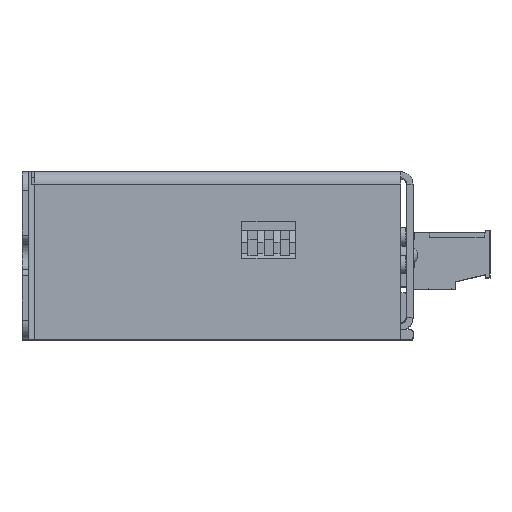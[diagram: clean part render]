
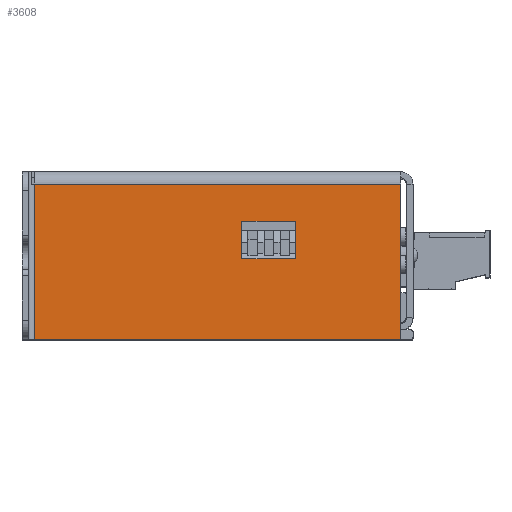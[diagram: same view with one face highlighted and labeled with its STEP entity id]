
A CAD part, top view. The second image highlights one B-rep face of the part: STEP entity #3608.
In plain terms, the highlighted face is planar.
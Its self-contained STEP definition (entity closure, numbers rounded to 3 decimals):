
#3608 = ADVANCED_FACE( '', ( #8081, #8082 ), #8083, .T. );
#8081 = FACE_BOUND( '', #13551, .T. );
#8082 = FACE_OUTER_BOUND( '', #13552, .T. );
#8083 = PLANE( '', #13553 );
#13551 = EDGE_LOOP( '', ( #23397, #23398, #23399, #23400 ) );
#13552 = EDGE_LOOP( '', ( #23401, #23402, #23403, #23404 ) );
#13553 = AXIS2_PLACEMENT_3D( '', #23405, #23406, #23407 );
#23397 = ORIENTED_EDGE( '', *, *, #34713, .T. );
#23398 = ORIENTED_EDGE( '', *, *, #34714, .T. );
#23399 = ORIENTED_EDGE( '', *, *, #34715, .T. );
#23400 = ORIENTED_EDGE( '', *, *, #34716, .T. );
#23401 = ORIENTED_EDGE( '', *, *, #34717, .T. );
#23402 = ORIENTED_EDGE( '', *, *, #33305, .T. );
#23403 = ORIENTED_EDGE( '', *, *, #34718, .T. );
#23404 = ORIENTED_EDGE( '', *, *, #34493, .F. );
#23405 = CARTESIAN_POINT( '', ( 0., 26.153, -26. ) );
#23406 = DIRECTION( '', ( -1., 0., 0. ) );
#23407 = DIRECTION( '', ( 0., 0., 1. ) );
#33305 = EDGE_CURVE( '', #40569, #40567, #40570, .T. );
#34493 = EDGE_CURVE( '', #39233, #42356, #42357, .T. );
#34713 = EDGE_CURVE( '', #42660, #42661, #42662, .T. );
#34714 = EDGE_CURVE( '', #42661, #42663, #42664, .T. );
#34715 = EDGE_CURVE( '', #42663, #42665, #42666, .T. );
#34716 = EDGE_CURVE( '', #42665, #42660, #42667, .T. );
#34717 = EDGE_CURVE( '', #39233, #40569, #42668, .T. );
#34718 = EDGE_CURVE( '', #40567, #42356, #42669, .T. );
#39233 = VERTEX_POINT( '', #48566 );
#40567 = VERTEX_POINT( '', #50572 );
#40569 = VERTEX_POINT( '', #50575 );
#40570 = LINE( '', #50576, #50577 );
#42356 = VERTEX_POINT( '', #53188 );
#42357 = LINE( '', #53189, #53190 );
#42660 = VERTEX_POINT( '', #53621 );
#42661 = VERTEX_POINT( '', #53622 );
#42662 = LINE( '', #53623, #53624 );
#42663 = VERTEX_POINT( '', #53625 );
#42664 = LINE( '', #53626, #53627 );
#42665 = VERTEX_POINT( '', #53628 );
#42666 = LINE( '', #53629, #53630 );
#42667 = LINE( '', #53631, #53632 );
#42668 = LINE( '', #53633, #53634 );
#42669 = LINE( '', #53635, #53636 );
#48566 = CARTESIAN_POINT( '', ( 0., 24.153, -1. ) );
#50572 = CARTESIAN_POINT( '', ( 0., -34.847, -26. ) );
#50575 = CARTESIAN_POINT( '', ( 0., 24.153, -26. ) );
#50576 = CARTESIAN_POINT( '', ( 0., 26.153, -26. ) );
#50577 = VECTOR( '', #59156, 1000. );
#53188 = CARTESIAN_POINT( '', ( 0., -34.847, -1. ) );
#53189 = CARTESIAN_POINT( '', ( 0., -34.847, -1. ) );
#53190 = VECTOR( '', #60273, 1000. );
#53621 = CARTESIAN_POINT( '', ( 0., -9.247, -7. ) );
#53622 = CARTESIAN_POINT( '', ( 0., -17.947, -7. ) );
#53623 = CARTESIAN_POINT( '', ( 0., 3.153, -7. ) );
#53624 = VECTOR( '', #60465, 1000. );
#53625 = CARTESIAN_POINT( '', ( 0., -17.947, -13. ) );
#53626 = CARTESIAN_POINT( '', ( 0., -17.947, -19.5 ) );
#53627 = VECTOR( '', #60466, 1000. );
#53628 = CARTESIAN_POINT( '', ( 0., -9.247, -13. ) );
#53629 = CARTESIAN_POINT( '', ( 0., 8.703, -13. ) );
#53630 = VECTOR( '', #60467, 1000. );
#53631 = CARTESIAN_POINT( '', ( 0., -9.247, -16.5 ) );
#53632 = VECTOR( '', #60468, 1000. );
#53633 = CARTESIAN_POINT( '', ( 0., 24.153, -26. ) );
#53634 = VECTOR( '', #60469, 1000. );
#53635 = CARTESIAN_POINT( '', ( 0., -34.847, -26. ) );
#53636 = VECTOR( '', #60470, 1000. );
#59156 = DIRECTION( '', ( 0., -1., 0. ) );
#60273 = DIRECTION( '', ( 0., -1., 0. ) );
#60465 = DIRECTION( '', ( 0., -1., 0. ) );
#60466 = DIRECTION( '', ( 0., 0., -1. ) );
#60467 = DIRECTION( '', ( 0., 1., 0. ) );
#60468 = DIRECTION( '', ( 0., 0., 1. ) );
#60469 = DIRECTION( '', ( 0., 0., -1. ) );
#60470 = DIRECTION( '', ( 0., 0., 1. ) );
